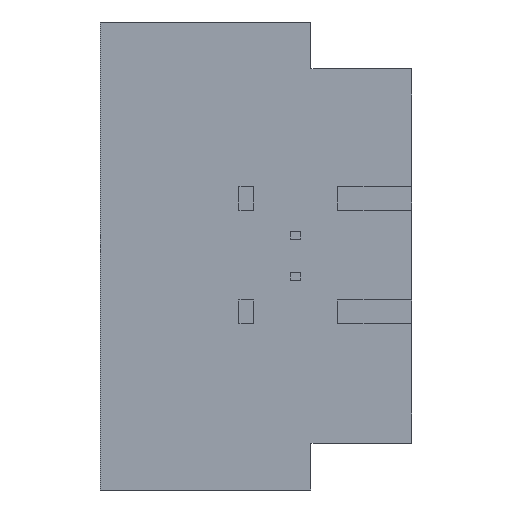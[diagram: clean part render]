
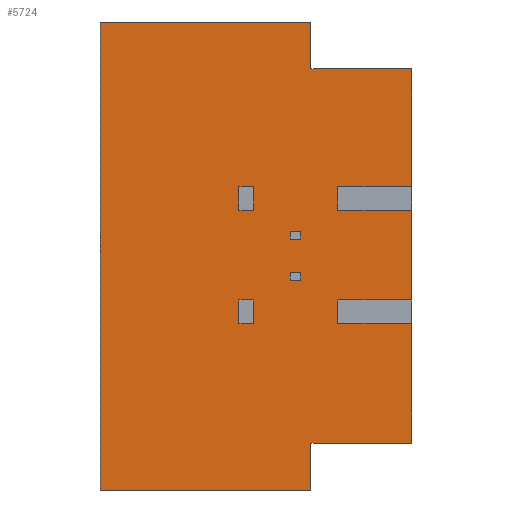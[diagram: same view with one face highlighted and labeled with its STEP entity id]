
A CAD part, left-side view. The second image highlights one B-rep face of the part: STEP entity #5724.
In plain terms, the highlighted planar face has unit normal (-1, 0, 0).
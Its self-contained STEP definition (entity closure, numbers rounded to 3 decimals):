
#428=DIRECTION('',(0.,0.,-1.));
#429=VECTOR('',#428,25.6);
#430=CARTESIAN_POINT('',(-15.749,-13.657,-14.4));
#431=LINE('',#430,#429);
#444=DIRECTION('',(0.,0.,-1.));
#445=VECTOR('',#444,19.2);
#446=CARTESIAN_POINT('',(-15.749,-13.657,9.8));
#447=LINE('',#446,#445);
#460=DIRECTION('',(0.,0.,-1.));
#461=VECTOR('',#460,25.2);
#462=CARTESIAN_POINT('',(-15.749,-13.657,40.));
#463=LINE('',#462,#461);
#918=DIRECTION('',(0.,0.,1.));
#919=VECTOR('',#918,100.);
#920=CARTESIAN_POINT('',(-15.749,52.843,-50.));
#921=LINE('',#920,#919);
#1046=DIRECTION('',(0.,1.,0.));
#1047=VECTOR('',#1046,21.5);
#1048=CARTESIAN_POINT('',(-15.749,-13.657,-40.));
#1049=LINE('',#1048,#1047);
#1330=DIRECTION('',(0.,1.,0.));
#1331=VECTOR('',#1330,15.8);
#1332=CARTESIAN_POINT('',(-15.749,-13.657,-14.4));
#1333=LINE('',#1332,#1331);
#1334=DIRECTION('',(0.,-1.,0.));
#1335=VECTOR('',#1334,45.);
#1336=CARTESIAN_POINT('',(-15.749,52.843,-50.));
#1337=LINE('',#1336,#1335);
#1338=DIRECTION('',(0.,1.,0.));
#1339=VECTOR('',#1338,45.);
#1340=CARTESIAN_POINT('',(-15.749,7.843,50.));
#1341=LINE('',#1340,#1339);
#1342=DIRECTION('',(0.,0.,1.));
#1343=VECTOR('',#1342,10.);
#1344=CARTESIAN_POINT('',(-15.749,7.843,40.));
#1345=LINE('',#1344,#1343);
#1346=DIRECTION('',(0.,1.,0.));
#1347=VECTOR('',#1346,21.5);
#1348=CARTESIAN_POINT('',(-15.749,-13.657,40.));
#1349=LINE('',#1348,#1347);
#1350=DIRECTION('',(0.,-1.,0.));
#1351=VECTOR('',#1350,15.8);
#1352=CARTESIAN_POINT('',(-15.749,2.143,14.8));
#1353=LINE('',#1352,#1351);
#1354=DIRECTION('',(0.,0.,1.));
#1355=VECTOR('',#1354,5.);
#1356=CARTESIAN_POINT('',(-15.749,2.143,9.8));
#1357=LINE('',#1356,#1355);
#1358=DIRECTION('',(0.,1.,0.));
#1359=VECTOR('',#1358,15.8);
#1360=CARTESIAN_POINT('',(-15.749,-13.657,9.8));
#1361=LINE('',#1360,#1359);
#1362=DIRECTION('',(0.,-1.,0.));
#1363=VECTOR('',#1362,15.8);
#1364=CARTESIAN_POINT('',(-15.749,2.143,-9.4));
#1365=LINE('',#1364,#1363);
#1366=DIRECTION('',(0.,0.,1.));
#1367=VECTOR('',#1366,5.);
#1368=CARTESIAN_POINT('',(-15.749,2.143,-14.4));
#1369=LINE('',#1368,#1367);
#1370=DIRECTION('',(0.,0.,-1.));
#1371=VECTOR('',#1370,1.7);
#1372=CARTESIAN_POINT('',(-15.749,10.043,-3.5));
#1373=LINE('',#1372,#1371);
#1374=DIRECTION('',(0.,-1.,0.));
#1375=VECTOR('',#1374,2.2);
#1376=CARTESIAN_POINT('',(-15.749,12.243,-3.5));
#1377=LINE('',#1376,#1375);
#1378=DIRECTION('',(0.,0.,1.));
#1379=VECTOR('',#1378,1.7);
#1380=CARTESIAN_POINT('',(-15.749,12.243,-5.2));
#1381=LINE('',#1380,#1379);
#1382=DIRECTION('',(0.,1.,0.));
#1383=VECTOR('',#1382,2.2);
#1384=CARTESIAN_POINT('',(-15.749,10.043,-5.2));
#1385=LINE('',#1384,#1383);
#1386=DIRECTION('',(0.,0.,-1.));
#1387=VECTOR('',#1386,1.7);
#1388=CARTESIAN_POINT('',(-15.749,10.043,5.3));
#1389=LINE('',#1388,#1387);
#1390=DIRECTION('',(0.,-1.,0.));
#1391=VECTOR('',#1390,2.2);
#1392=CARTESIAN_POINT('',(-15.749,12.243,5.3));
#1393=LINE('',#1392,#1391);
#1394=DIRECTION('',(0.,0.,1.));
#1395=VECTOR('',#1394,1.7);
#1396=CARTESIAN_POINT('',(-15.749,12.243,3.6));
#1397=LINE('',#1396,#1395);
#1398=DIRECTION('',(0.,1.,0.));
#1399=VECTOR('',#1398,2.2);
#1400=CARTESIAN_POINT('',(-15.749,10.043,3.6));
#1401=LINE('',#1400,#1399);
#1402=DIRECTION('',(0.,1.,0.));
#1403=VECTOR('',#1402,3.2);
#1404=CARTESIAN_POINT('',(-15.749,20.043,9.8));
#1405=LINE('',#1404,#1403);
#1406=DIRECTION('',(0.,0.,-1.));
#1407=VECTOR('',#1406,5.);
#1408=CARTESIAN_POINT('',(-15.749,20.043,14.8));
#1409=LINE('',#1408,#1407);
#1410=DIRECTION('',(0.,-1.,0.));
#1411=VECTOR('',#1410,3.2);
#1412=CARTESIAN_POINT('',(-15.749,23.243,14.8));
#1413=LINE('',#1412,#1411);
#1414=DIRECTION('',(0.,0.,1.));
#1415=VECTOR('',#1414,5.);
#1416=CARTESIAN_POINT('',(-15.749,23.243,9.8));
#1417=LINE('',#1416,#1415);
#1418=DIRECTION('',(0.,1.,0.));
#1419=VECTOR('',#1418,3.2);
#1420=CARTESIAN_POINT('',(-15.749,20.043,-14.4));
#1421=LINE('',#1420,#1419);
#1422=DIRECTION('',(0.,0.,-1.));
#1423=VECTOR('',#1422,5.);
#1424=CARTESIAN_POINT('',(-15.749,20.043,-9.4));
#1425=LINE('',#1424,#1423);
#1426=DIRECTION('',(0.,-1.,0.));
#1427=VECTOR('',#1426,3.2);
#1428=CARTESIAN_POINT('',(-15.749,23.243,-9.4));
#1429=LINE('',#1428,#1427);
#1430=DIRECTION('',(0.,0.,1.));
#1431=VECTOR('',#1430,5.);
#1432=CARTESIAN_POINT('',(-15.749,23.243,-14.4));
#1433=LINE('',#1432,#1431);
#1458=DIRECTION('',(0.,0.,-1.));
#1459=VECTOR('',#1458,10.);
#1460=CARTESIAN_POINT('',(-15.749,7.843,-40.));
#1461=LINE('',#1460,#1459);
#3577=CARTESIAN_POINT('',(-15.749,23.243,-14.4));
#3578=VERTEX_POINT('',#3577);
#3579=CARTESIAN_POINT('',(-15.749,23.243,-9.4));
#3580=VERTEX_POINT('',#3579);
#3581=CARTESIAN_POINT('',(-15.749,20.043,-9.4));
#3582=VERTEX_POINT('',#3581);
#3583=CARTESIAN_POINT('',(-15.749,20.043,-14.4));
#3584=VERTEX_POINT('',#3583);
#3593=CARTESIAN_POINT('',(-15.749,23.243,9.8));
#3594=VERTEX_POINT('',#3593);
#3595=CARTESIAN_POINT('',(-15.749,23.243,14.8));
#3596=VERTEX_POINT('',#3595);
#3597=CARTESIAN_POINT('',(-15.749,20.043,14.8));
#3598=VERTEX_POINT('',#3597);
#3599=CARTESIAN_POINT('',(-15.749,20.043,9.8));
#3600=VERTEX_POINT('',#3599);
#3609=CARTESIAN_POINT('',(-15.749,10.043,3.6));
#3610=VERTEX_POINT('',#3609);
#3611=CARTESIAN_POINT('',(-15.749,12.243,3.6));
#3612=VERTEX_POINT('',#3611);
#3613=CARTESIAN_POINT('',(-15.749,12.243,5.3));
#3614=VERTEX_POINT('',#3613);
#3615=CARTESIAN_POINT('',(-15.749,10.043,5.3));
#3616=VERTEX_POINT('',#3615);
#3625=CARTESIAN_POINT('',(-15.749,10.043,-5.2));
#3626=VERTEX_POINT('',#3625);
#3627=CARTESIAN_POINT('',(-15.749,12.243,-5.2));
#3628=VERTEX_POINT('',#3627);
#3629=CARTESIAN_POINT('',(-15.749,12.243,-3.5));
#3630=VERTEX_POINT('',#3629);
#3631=CARTESIAN_POINT('',(-15.749,10.043,-3.5));
#3632=VERTEX_POINT('',#3631);
#3673=CARTESIAN_POINT('',(-15.749,7.843,-50.));
#3674=VERTEX_POINT('',#3673);
#3675=CARTESIAN_POINT('',(-15.749,52.843,-50.));
#3676=VERTEX_POINT('',#3675);
#3767=CARTESIAN_POINT('',(-15.749,52.843,50.));
#3768=VERTEX_POINT('',#3767);
#3769=CARTESIAN_POINT('',(-15.749,7.843,50.));
#3770=VERTEX_POINT('',#3769);
#3771=CARTESIAN_POINT('',(-15.749,7.843,40.));
#3772=VERTEX_POINT('',#3771);
#3829=CARTESIAN_POINT('',(-15.749,-13.657,40.));
#3830=VERTEX_POINT('',#3829);
#3834=CARTESIAN_POINT('',(-15.749,2.143,9.8));
#3836=VERTEX_POINT('',#3834);
#3839=CARTESIAN_POINT('',(-15.749,2.143,14.8));
#3840=VERTEX_POINT('',#3839);
#3843=CARTESIAN_POINT('',(-15.749,-13.657,14.8));
#3844=VERTEX_POINT('',#3843);
#3847=CARTESIAN_POINT('',(-15.749,-13.657,9.8));
#3848=VERTEX_POINT('',#3847);
#3850=CARTESIAN_POINT('',(-15.749,2.143,-14.4));
#3852=VERTEX_POINT('',#3850);
#3855=CARTESIAN_POINT('',(-15.749,2.143,-9.4));
#3856=VERTEX_POINT('',#3855);
#3859=CARTESIAN_POINT('',(-15.749,-13.657,-9.4));
#3860=VERTEX_POINT('',#3859);
#3863=CARTESIAN_POINT('',(-15.749,-13.657,-14.4));
#3864=VERTEX_POINT('',#3863);
#3865=CARTESIAN_POINT('',(-15.749,7.843,-40.));
#3866=VERTEX_POINT('',#3865);
#3867=CARTESIAN_POINT('',(-15.749,-13.657,-40.));
#3868=VERTEX_POINT('',#3867);
#5652=CARTESIAN_POINT('',(-15.749,19.593,
0.));
#5653=DIRECTION('',(1.,0.,0.));
#5654=DIRECTION('',(0.,-1.,0.));
#5655=AXIS2_PLACEMENT_3D('',#5652,#5653,#5654);
#5656=PLANE('',#5655);
#5658=ORIENTED_EDGE('',*,*,#5657,.F.);
#5659=ORIENTED_EDGE('',*,*,#4352,.T.);
#5660=ORIENTED_EDGE('',*,*,#4967,.T.);
#5662=ORIENTED_EDGE('',*,*,#5661,.T.);
#5663=ORIENTED_EDGE('',*,*,#5374,.F.);
#5664=ORIENTED_EDGE('',*,*,#4853,.T.);
#5666=ORIENTED_EDGE('',*,*,#5665,.F.);
#5668=ORIENTED_EDGE('',*,*,#5667,.F.);
#5669=ORIENTED_EDGE('',*,*,#4706,.F.);
#5670=ORIENTED_EDGE('',*,*,#4368,.T.);
#5672=ORIENTED_EDGE('',*,*,#5671,.F.);
#5674=ORIENTED_EDGE('',*,*,#5673,.F.);
#5676=ORIENTED_EDGE('',*,*,#5675,.F.);
#5677=ORIENTED_EDGE('',*,*,#4360,.T.);
#5679=ORIENTED_EDGE('',*,*,#5678,.F.);
#5681=ORIENTED_EDGE('',*,*,#5680,.F.);
#5682=EDGE_LOOP('',(#5658,#5659,#5660,#5662,#5663,#5664,#5666,#5668,#5669,#5670,
#5672,#5674,#5676,#5677,#5679,#5681));
#5683=FACE_OUTER_BOUND('',#5682,.F.);
#5685=ORIENTED_EDGE('',*,*,#5684,.F.);
#5687=ORIENTED_EDGE('',*,*,#5686,.F.);
#5689=ORIENTED_EDGE('',*,*,#5688,.F.);
#5691=ORIENTED_EDGE('',*,*,#5690,.F.);
#5692=EDGE_LOOP('',(#5685,#5687,#5689,#5691));
#5693=FACE_BOUND('',#5692,.F.);
#5695=ORIENTED_EDGE('',*,*,#5694,.F.);
#5697=ORIENTED_EDGE('',*,*,#5696,.F.);
#5699=ORIENTED_EDGE('',*,*,#5698,.F.);
#5701=ORIENTED_EDGE('',*,*,#5700,.F.);
#5702=EDGE_LOOP('',(#5695,#5697,#5699,#5701));
#5703=FACE_BOUND('',#5702,.F.);
#5705=ORIENTED_EDGE('',*,*,#5704,.F.);
#5707=ORIENTED_EDGE('',*,*,#5706,.F.);
#5709=ORIENTED_EDGE('',*,*,#5708,.F.);
#5711=ORIENTED_EDGE('',*,*,#5710,.F.);
#5712=EDGE_LOOP('',(#5705,#5707,#5709,#5711));
#5713=FACE_BOUND('',#5712,.F.);
#5715=ORIENTED_EDGE('',*,*,#5714,.F.);
#5717=ORIENTED_EDGE('',*,*,#5716,.F.);
#5719=ORIENTED_EDGE('',*,*,#5718,.F.);
#5721=ORIENTED_EDGE('',*,*,#5720,.F.);
#5722=EDGE_LOOP('',(#5715,#5717,#5719,#5721));
#5723=FACE_BOUND('',#5722,.F.);
#4352=EDGE_CURVE('',#3864,#3868,#431,.T.);
#4360=EDGE_CURVE('',#3848,#3860,#447,.T.);
#4368=EDGE_CURVE('',#3830,#3844,#463,.T.);
#4706=EDGE_CURVE('',#3830,#3772,#1349,.T.);
#4853=EDGE_CURVE('',#3676,#3768,#921,.T.);
#4967=EDGE_CURVE('',#3868,#3866,#1049,.T.);
#5374=EDGE_CURVE('',#3676,#3674,#1337,.T.);
#5657=EDGE_CURVE('',#3864,#3852,#1333,.T.);
#5661=EDGE_CURVE('',#3866,#3674,#1461,.T.);
#5665=EDGE_CURVE('',#3770,#3768,#1341,.T.);
#5667=EDGE_CURVE('',#3772,#3770,#1345,.T.);
#5671=EDGE_CURVE('',#3840,#3844,#1353,.T.);
#5673=EDGE_CURVE('',#3836,#3840,#1357,.T.);
#5675=EDGE_CURVE('',#3848,#3836,#1361,.T.);
#5678=EDGE_CURVE('',#3856,#3860,#1365,.T.);
#5680=EDGE_CURVE('',#3852,#3856,#1369,.T.);
#5684=EDGE_CURVE('',#3632,#3626,#1373,.T.);
#5686=EDGE_CURVE('',#3630,#3632,#1377,.T.);
#5688=EDGE_CURVE('',#3628,#3630,#1381,.T.);
#5690=EDGE_CURVE('',#3626,#3628,#1385,.T.);
#5694=EDGE_CURVE('',#3616,#3610,#1389,.T.);
#5696=EDGE_CURVE('',#3614,#3616,#1393,.T.);
#5698=EDGE_CURVE('',#3612,#3614,#1397,.T.);
#5700=EDGE_CURVE('',#3610,#3612,#1401,.T.);
#5704=EDGE_CURVE('',#3600,#3594,#1405,.T.);
#5706=EDGE_CURVE('',#3598,#3600,#1409,.T.);
#5708=EDGE_CURVE('',#3596,#3598,#1413,.T.);
#5710=EDGE_CURVE('',#3594,#3596,#1417,.T.);
#5714=EDGE_CURVE('',#3584,#3578,#1421,.T.);
#5716=EDGE_CURVE('',#3582,#3584,#1425,.T.);
#5718=EDGE_CURVE('',#3580,#3582,#1429,.T.);
#5720=EDGE_CURVE('',#3578,#3580,#1433,.T.);
#5724=ADVANCED_FACE('',(#5683,#5693,#5703,#5713,#5723),#5656,.F.);
